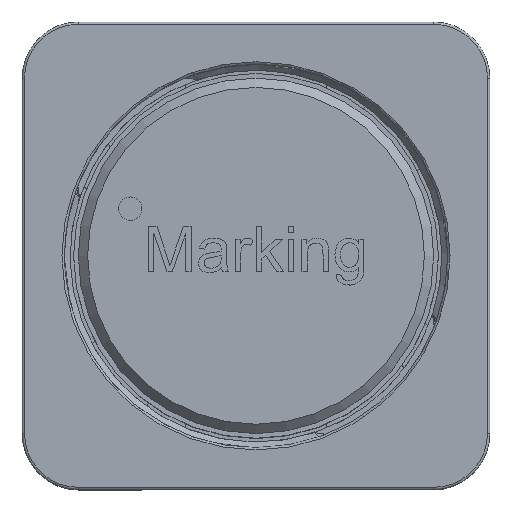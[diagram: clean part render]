
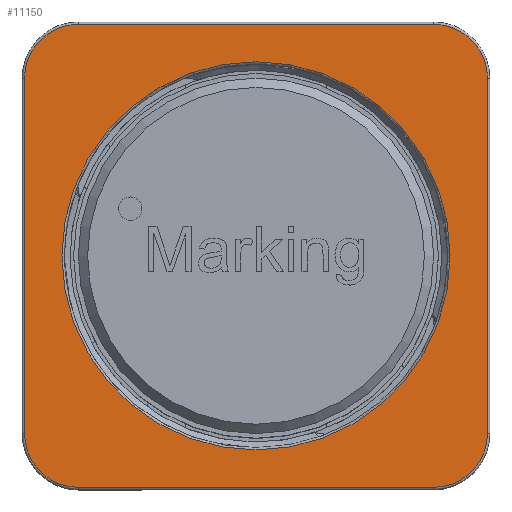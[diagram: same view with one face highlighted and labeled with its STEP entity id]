
A CAD part, top view. The second image highlights one B-rep face of the part: STEP entity #11150.
In plain terms, the highlighted planar face has unit normal (0, 0, 1).
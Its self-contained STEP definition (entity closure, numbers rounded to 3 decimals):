
#985=CIRCLE('',#12825,1.15);
#986=CIRCLE('',#12826,1.15);
#987=CIRCLE('',#12827,1.15);
#988=CIRCLE('',#12828,1.15);
#989=CIRCLE('',#12829,4.15);
#3970=ORIENTED_EDGE('',*,*,#5888,.T.);
#3971=ORIENTED_EDGE('',*,*,#5889,.T.);
#3972=ORIENTED_EDGE('',*,*,#5890,.T.);
#3973=ORIENTED_EDGE('',*,*,#5891,.T.);
#3974=ORIENTED_EDGE('',*,*,#5892,.T.);
#3975=ORIENTED_EDGE('',*,*,#5893,.T.);
#3976=ORIENTED_EDGE('',*,*,#5894,.T.);
#3977=ORIENTED_EDGE('',*,*,#5895,.T.);
#3978=ORIENTED_EDGE('',*,*,#5896,.T.);
#5888=EDGE_CURVE('',#7052,#7053,#8001,.T.);
#5889=EDGE_CURVE('',#7053,#7054,#985,.T.);
#5890=EDGE_CURVE('',#7054,#7055,#8002,.T.);
#5891=EDGE_CURVE('',#7055,#7056,#986,.T.);
#5892=EDGE_CURVE('',#7056,#7057,#8003,.T.);
#5893=EDGE_CURVE('',#7057,#7058,#987,.T.);
#5894=EDGE_CURVE('',#7058,#7059,#8004,.T.);
#5895=EDGE_CURVE('',#7059,#7052,#988,.T.);
#5896=EDGE_CURVE('',#7060,#7060,#989,.F.);
#7052=VERTEX_POINT('',#20490);
#7053=VERTEX_POINT('',#20491);
#7054=VERTEX_POINT('',#20493);
#7055=VERTEX_POINT('',#20495);
#7056=VERTEX_POINT('',#20497);
#7057=VERTEX_POINT('',#20499);
#7058=VERTEX_POINT('',#20501);
#7059=VERTEX_POINT('',#20503);
#7060=VERTEX_POINT('',#20506);
#8001=LINE('',#20489,#8939);
#8002=LINE('',#20494,#8940);
#8003=LINE('',#20498,#8941);
#8004=LINE('',#20502,#8942);
#8939=VECTOR('',#15731,1000.);
#8940=VECTOR('',#15734,1000.);
#8941=VECTOR('',#15737,1000.);
#8942=VECTOR('',#15740,1000.);
#9555=EDGE_LOOP('',(#3970,#3971,#3972,#3973,#3974,#3975,#3976,#3977));
#9556=EDGE_LOOP('',(#3978));
#10223=FACE_BOUND('',#9555,.T.);
#10224=FACE_BOUND('',#9556,.T.);
#10614=PLANE('',#12824);
#11150=ADVANCED_FACE('',(#10223,#10224),#10614,.T.);
#12824=AXIS2_PLACEMENT_3D('',#20488,#15729,#15730);
#12825=AXIS2_PLACEMENT_3D('',#20492,#15732,#15733);
#12826=AXIS2_PLACEMENT_3D('',#20496,#15735,#15736);
#12827=AXIS2_PLACEMENT_3D('',#20500,#15738,#15739);
#12828=AXIS2_PLACEMENT_3D('',#20504,#15741,#15742);
#12829=AXIS2_PLACEMENT_3D('',#20505,#15743,#15744);
#15729=DIRECTION('',(0.,0.,1.));
#15730=DIRECTION('',(1.,0.,0.));
#15731=DIRECTION('',(0.,-1.,0.));
#15732=DIRECTION('',(0.,0.,1.));
#15733=DIRECTION('',(1.,0.,0.));
#15734=DIRECTION('',(1.,0.,0.));
#15735=DIRECTION('',(0.,0.,1.));
#15736=DIRECTION('',(1.,0.,0.));
#15737=DIRECTION('',(0.,1.,0.));
#15738=DIRECTION('',(0.,0.,1.));
#15739=DIRECTION('',(1.,0.,0.));
#15740=DIRECTION('',(-1.,0.,0.));
#15741=DIRECTION('',(0.,0.,1.));
#15742=DIRECTION('',(1.,0.,0.));
#15743=DIRECTION('',(0.,0.,1.));
#15744=DIRECTION('',(1.,0.,0.));
#20488=CARTESIAN_POINT('',(-5.,-5.,3.5));
#20489=CARTESIAN_POINT('',(-4.95,-3.8,3.5));
#20490=CARTESIAN_POINT('',(-4.95,3.8,3.5));
#20491=CARTESIAN_POINT('',(-4.95,-3.8,3.5));
#20492=CARTESIAN_POINT('',(-3.8,-3.8,3.5));
#20493=CARTESIAN_POINT('',(-3.8,-4.95,3.5));
#20494=CARTESIAN_POINT('',(3.8,-4.95,3.5));
#20495=CARTESIAN_POINT('',(3.8,-4.95,3.5));
#20496=CARTESIAN_POINT('',(3.8,-3.8,3.5));
#20497=CARTESIAN_POINT('',(4.95,-3.8,3.5));
#20498=CARTESIAN_POINT('',(4.95,3.8,3.5));
#20499=CARTESIAN_POINT('',(4.95,3.8,3.5));
#20500=CARTESIAN_POINT('',(3.8,3.8,3.5));
#20501=CARTESIAN_POINT('',(3.8,4.95,3.5));
#20502=CARTESIAN_POINT('',(-3.8,4.95,3.5));
#20503=CARTESIAN_POINT('',(-3.8,4.95,3.5));
#20504=CARTESIAN_POINT('',(-3.8,3.8,3.5));
#20505=CARTESIAN_POINT('',(0.,0.,3.5));
#20506=CARTESIAN_POINT('',(4.15,0.,3.5));
